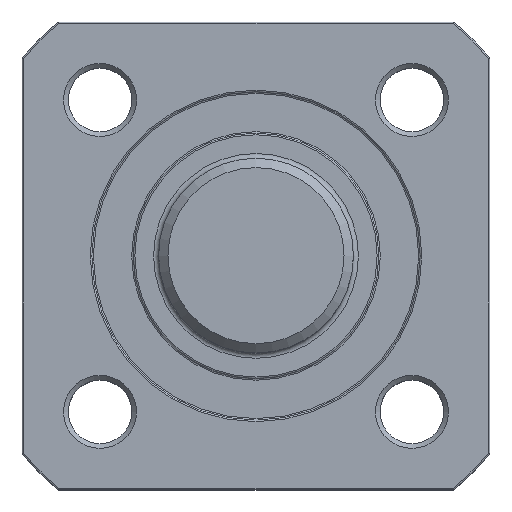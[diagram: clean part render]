
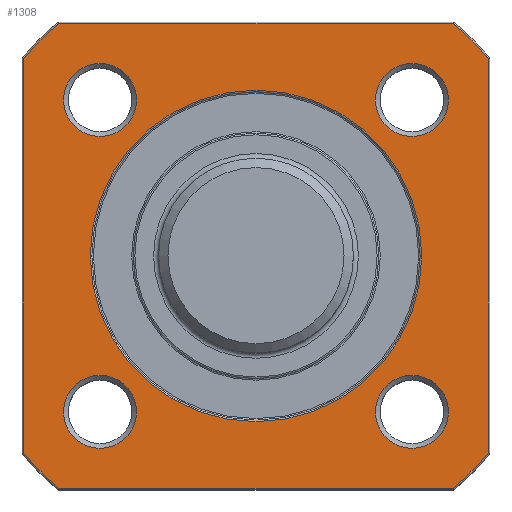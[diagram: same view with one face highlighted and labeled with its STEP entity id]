
A CAD part, top view. The second image highlights one B-rep face of the part: STEP entity #1308.
In plain terms, the highlighted planar face has unit normal (0, 0, 1).
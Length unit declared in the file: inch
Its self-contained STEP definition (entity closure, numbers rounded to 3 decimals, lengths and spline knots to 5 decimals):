
#46=FACE_BOUND('',#334,.T.);
#47=FACE_BOUND('',#335,.T.);
#48=FACE_BOUND('',#336,.T.);
#49=FACE_BOUND('',#337,.T.);
#50=FACE_BOUND('',#338,.T.);
#61=PLANE('',#1508);
#137=LINE('',#2423,#187);
#138=LINE('',#2427,#188);
#139=LINE('',#2431,#189);
#140=LINE('',#2434,#190);
#187=VECTOR('',#1931,39.37008);
#188=VECTOR('',#1934,39.37008);
#189=VECTOR('',#1937,39.37008);
#190=VECTOR('',#1940,39.37008);
#242=FACE_OUTER_BOUND('',#333,.T.);
#333=EDGE_LOOP('',(#1086,#1087,#1088,#1089,#1090,#1091,#1092,#1093));
#334=EDGE_LOOP('',(#1094,#1095));
#335=EDGE_LOOP('',(#1096,#1097));
#336=EDGE_LOOP('',(#1098,#1099));
#337=EDGE_LOOP('',(#1100,#1101));
#338=EDGE_LOOP('',(#1102,#1103));
#418=CIRCLE('',#1416,0.5315);
#419=CIRCLE('',#1417,0.5315);
#436=CIRCLE('',#1438,0.117);
#437=CIRCLE('',#1439,0.117);
#442=CIRCLE('',#1446,0.117);
#443=CIRCLE('',#1447,0.117);
#450=CIRCLE('',#1456,0.117);
#451=CIRCLE('',#1457,0.117);
#458=CIRCLE('',#1466,0.117);
#459=CIRCLE('',#1467,0.117);
#476=CIRCLE('',#1509,0.9775);
#477=CIRCLE('',#1510,0.9775);
#478=CIRCLE('',#1511,0.9775);
#479=CIRCLE('',#1512,0.9775);
#559=VERTEX_POINT('',#2195);
#560=VERTEX_POINT('',#2197);
#575=VERTEX_POINT('',#2235);
#576=VERTEX_POINT('',#2237);
#581=VERTEX_POINT('',#2251);
#582=VERTEX_POINT('',#2253);
#589=VERTEX_POINT('',#2271);
#590=VERTEX_POINT('',#2273);
#597=VERTEX_POINT('',#2291);
#598=VERTEX_POINT('',#2293);
#643=VERTEX_POINT('',#2419);
#644=VERTEX_POINT('',#2420);
#645=VERTEX_POINT('',#2422);
#646=VERTEX_POINT('',#2424);
#647=VERTEX_POINT('',#2426);
#648=VERTEX_POINT('',#2428);
#649=VERTEX_POINT('',#2430);
#650=VERTEX_POINT('',#2432);
#690=EDGE_CURVE('',#560,#559,#418,.T.);
#691=EDGE_CURVE('',#559,#560,#419,.T.);
#710=EDGE_CURVE('',#576,#575,#436,.T.);
#711=EDGE_CURVE('',#575,#576,#437,.T.);
#718=EDGE_CURVE('',#582,#581,#442,.T.);
#719=EDGE_CURVE('',#581,#582,#443,.T.);
#728=EDGE_CURVE('',#590,#589,#450,.T.);
#729=EDGE_CURVE('',#589,#590,#451,.T.);
#738=EDGE_CURVE('',#598,#597,#458,.T.);
#739=EDGE_CURVE('',#597,#598,#459,.T.);
#794=EDGE_CURVE('',#643,#644,#476,.T.);
#795=EDGE_CURVE('',#644,#645,#137,.T.);
#796=EDGE_CURVE('',#645,#646,#477,.T.);
#797=EDGE_CURVE('',#646,#647,#138,.T.);
#798=EDGE_CURVE('',#647,#648,#478,.T.);
#799=EDGE_CURVE('',#648,#649,#139,.T.);
#800=EDGE_CURVE('',#649,#650,#479,.T.);
#801=EDGE_CURVE('',#650,#643,#140,.T.);
#1086=ORIENTED_EDGE('',*,*,#794,.T.);
#1087=ORIENTED_EDGE('',*,*,#795,.T.);
#1088=ORIENTED_EDGE('',*,*,#796,.T.);
#1089=ORIENTED_EDGE('',*,*,#797,.T.);
#1090=ORIENTED_EDGE('',*,*,#798,.T.);
#1091=ORIENTED_EDGE('',*,*,#799,.T.);
#1092=ORIENTED_EDGE('',*,*,#800,.T.);
#1093=ORIENTED_EDGE('',*,*,#801,.T.);
#1094=ORIENTED_EDGE('',*,*,#738,.T.);
#1095=ORIENTED_EDGE('',*,*,#739,.T.);
#1096=ORIENTED_EDGE('',*,*,#728,.T.);
#1097=ORIENTED_EDGE('',*,*,#729,.T.);
#1098=ORIENTED_EDGE('',*,*,#718,.T.);
#1099=ORIENTED_EDGE('',*,*,#719,.T.);
#1100=ORIENTED_EDGE('',*,*,#710,.T.);
#1101=ORIENTED_EDGE('',*,*,#711,.T.);
#1102=ORIENTED_EDGE('',*,*,#690,.T.);
#1103=ORIENTED_EDGE('',*,*,#691,.T.);
#1308=ADVANCED_FACE('',(#242,#46,#47,#48,#49,#50),#61,.T.);
#1416=AXIS2_PLACEMENT_3D('',#2198,#1697,#1698);
#1417=AXIS2_PLACEMENT_3D('',#2199,#1699,#1700);
#1438=AXIS2_PLACEMENT_3D('',#2238,#1743,#1744);
#1439=AXIS2_PLACEMENT_3D('',#2239,#1745,#1746);
#1446=AXIS2_PLACEMENT_3D('',#2254,#1761,#1762);
#1447=AXIS2_PLACEMENT_3D('',#2255,#1763,#1764);
#1456=AXIS2_PLACEMENT_3D('',#2274,#1783,#1784);
#1457=AXIS2_PLACEMENT_3D('',#2275,#1785,#1786);
#1466=AXIS2_PLACEMENT_3D('',#2294,#1805,#1806);
#1467=AXIS2_PLACEMENT_3D('',#2295,#1807,#1808);
#1508=AXIS2_PLACEMENT_3D('',#2418,#1927,#1928);
#1509=AXIS2_PLACEMENT_3D('',#2421,#1929,#1930);
#1510=AXIS2_PLACEMENT_3D('',#2425,#1932,#1933);
#1511=AXIS2_PLACEMENT_3D('',#2429,#1935,#1936);
#1512=AXIS2_PLACEMENT_3D('',#2433,#1938,#1939);
#1697=DIRECTION('center_axis',(0.,0.,-1.));
#1698=DIRECTION('ref_axis',(1.,0.,0.));
#1699=DIRECTION('center_axis',(0.,0.,-1.));
#1700=DIRECTION('ref_axis',(1.,0.,0.));
#1743=DIRECTION('center_axis',(0.,0.,-1.));
#1744=DIRECTION('ref_axis',(1.,0.,0.));
#1745=DIRECTION('center_axis',(0.,0.,-1.));
#1746=DIRECTION('ref_axis',(1.,0.,0.));
#1761=DIRECTION('center_axis',(0.,0.,-1.));
#1762=DIRECTION('ref_axis',(1.,0.,0.));
#1763=DIRECTION('center_axis',(0.,0.,-1.));
#1764=DIRECTION('ref_axis',(1.,0.,0.));
#1783=DIRECTION('center_axis',(0.,0.,-1.));
#1784=DIRECTION('ref_axis',(1.,0.,0.));
#1785=DIRECTION('center_axis',(0.,0.,-1.));
#1786=DIRECTION('ref_axis',(1.,0.,0.));
#1805=DIRECTION('center_axis',(0.,0.,-1.));
#1806=DIRECTION('ref_axis',(1.,0.,0.));
#1807=DIRECTION('center_axis',(0.,0.,-1.));
#1808=DIRECTION('ref_axis',(1.,0.,0.));
#1927=DIRECTION('center_axis',(0.,0.,1.));
#1928=DIRECTION('ref_axis',(1.,0.,0.));
#1929=DIRECTION('center_axis',(0.,0.,1.));
#1930=DIRECTION('ref_axis',(1.,0.,0.));
#1931=DIRECTION('',(1.,0.,0.));
#1932=DIRECTION('center_axis',(0.,0.,1.));
#1933=DIRECTION('ref_axis',(1.,0.,0.));
#1934=DIRECTION('',(0.,1.,0.));
#1935=DIRECTION('center_axis',(0.,0.,1.));
#1936=DIRECTION('ref_axis',(1.,0.,0.));
#1937=DIRECTION('',(-1.,0.,0.));
#1938=DIRECTION('center_axis',(0.,0.,1.));
#1939=DIRECTION('ref_axis',(1.,0.,0.));
#1940=DIRECTION('',(0.,-1.,0.));
#2195=CARTESIAN_POINT('',(-0.5315,0.,0.322));
#2197=CARTESIAN_POINT('',(0.5315,0.,0.322));
#2198=CARTESIAN_POINT('Origin',(0.,0.,0.322));
#2199=CARTESIAN_POINT('Origin',(0.,0.,0.322));
#2235=CARTESIAN_POINT('',(-0.617,0.5,0.322));
#2237=CARTESIAN_POINT('',(-0.383,0.5,0.322));
#2238=CARTESIAN_POINT('Origin',(-0.5,0.5,0.322));
#2239=CARTESIAN_POINT('Origin',(-0.5,0.5,0.322));
#2251=CARTESIAN_POINT('',(0.383,0.5,0.322));
#2253=CARTESIAN_POINT('',(0.617,0.5,0.322));
#2254=CARTESIAN_POINT('Origin',(0.5,0.5,0.322));
#2255=CARTESIAN_POINT('Origin',(0.5,0.5,0.322));
#2271=CARTESIAN_POINT('',(0.383,-0.5,0.322));
#2273=CARTESIAN_POINT('',(0.617,-0.5,0.322));
#2274=CARTESIAN_POINT('Origin',(0.5,-0.5,0.322));
#2275=CARTESIAN_POINT('Origin',(0.5,-0.5,0.322));
#2291=CARTESIAN_POINT('',(-0.617,-0.5,0.322));
#2293=CARTESIAN_POINT('',(-0.383,-0.5,0.322));
#2294=CARTESIAN_POINT('Origin',(-0.5,-0.5,0.322));
#2295=CARTESIAN_POINT('Origin',(-0.5,-0.5,0.322));
#2418=CARTESIAN_POINT('Origin',(-0.75,0.75,0.322));
#2419=CARTESIAN_POINT('',(-0.745,-0.63284,0.322));
#2420=CARTESIAN_POINT('',(-0.63284,-0.745,0.322));
#2421=CARTESIAN_POINT('Origin',(0.,0.,0.322));
#2422=CARTESIAN_POINT('',(0.63284,-0.745,0.322));
#2423=CARTESIAN_POINT('',(0.63467,-0.745,0.322));
#2424=CARTESIAN_POINT('',(0.745,-0.63284,0.322));
#2425=CARTESIAN_POINT('Origin',(0.,0.,0.322));
#2426=CARTESIAN_POINT('',(0.745,0.63284,0.322));
#2427=CARTESIAN_POINT('',(0.745,0.63467,0.322));
#2428=CARTESIAN_POINT('',(0.63284,0.745,0.322));
#2429=CARTESIAN_POINT('Origin',(0.,0.,0.322));
#2430=CARTESIAN_POINT('',(-0.63284,0.745,0.322));
#2431=CARTESIAN_POINT('',(-0.63467,0.745,0.322));
#2432=CARTESIAN_POINT('',(-0.745,0.63284,0.322));
#2433=CARTESIAN_POINT('Origin',(0.,0.,0.322));
#2434=CARTESIAN_POINT('',(-0.745,-0.63467,0.322));
